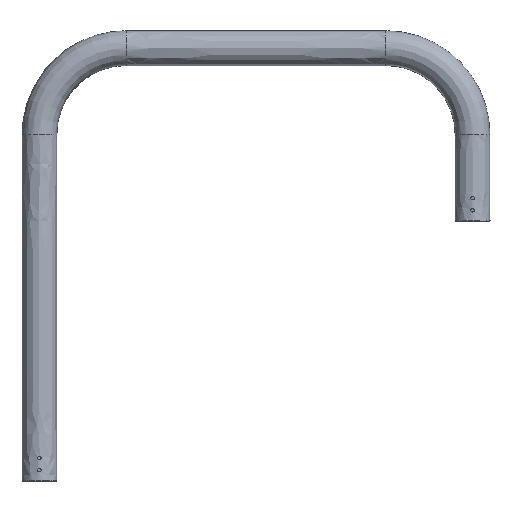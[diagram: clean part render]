
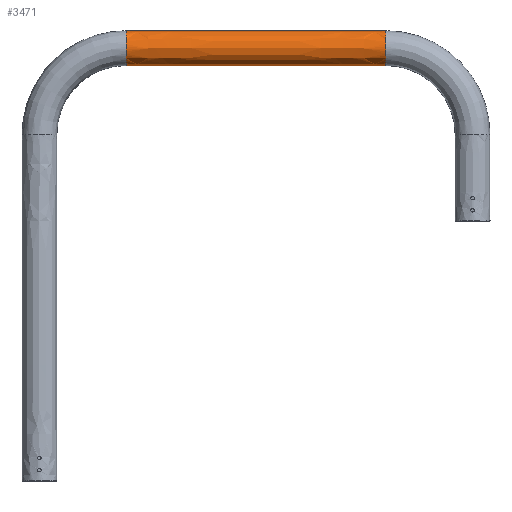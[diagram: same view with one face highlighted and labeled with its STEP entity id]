
A CAD part, top view. The second image highlights one B-rep face of the part: STEP entity #3471.
In plain terms, the highlighted free-form (B-spline) face has degree [3, 3] with [9, 4] control points.
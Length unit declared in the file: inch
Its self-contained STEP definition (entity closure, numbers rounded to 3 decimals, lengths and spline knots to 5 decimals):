
#214 = CARTESIAN_POINT ( 'NONE',  ( -3.07112, 1.18618, -0.04961 ) ) ;
#252 = CARTESIAN_POINT ( 'NONE',  ( -9.21336, 0., 1.31543 ) ) ;
#254 = CARTESIAN_POINT ( 'NONE',  ( -8.859, -1.187, 0. ) ) ;
#295 = VERTEX_POINT ( 'NONE', #732 ) ;
#297 = DIRECTION ( 'NONE',  ( -1., 0., 0. ) ) ;
#445 = CARTESIAN_POINT ( 'NONE',  ( -8.859, 1.187, 0. ) ) ;
#465 = CARTESIAN_POINT ( 'NONE',  ( -8.859, -1.187, 0. ) ) ;
#515 = CARTESIAN_POINT ( 'NONE',  ( -3.07112, 0., 1.31543 ) ) ;
#535 = CARTESIAN_POINT ( 'NONE',  ( 3.07112, -1.19727, 0.28525 ) ) ;
#556 = CARTESIAN_POINT ( 'NONE',  ( 9.21336, -1.19727, 0.28525 ) ) ;
#596 = CARTESIAN_POINT ( 'NONE',  ( -9.21336, -1.19727, 0.28525 ) ) ;
#697 = VERTEX_POINT ( 'NONE', #254 ) ;
#701 = CARTESIAN_POINT ( 'NONE',  ( 8.859, 1.187, 0.31005 ) ) ;
#708 = CARTESIAN_POINT ( 'NONE',  ( -8.859, -0.93015, 0.93015 ) ) ;
#729 = CARTESIAN_POINT ( 'NONE',  ( -8.859, 1.18699, 0.31005 ) ) ;
#732 = CARTESIAN_POINT ( 'NONE',  ( -8.859, 1.187, 0. ) ) ;
#770 = LINE ( 'NONE', #2285, #1183 ) ;
#837 = CARTESIAN_POINT ( 'NONE',  ( 9.21336, 0., 1.31543 ) ) ;
#879 = CARTESIAN_POINT ( 'NONE',  ( -3.07112, -1.19727, 0.28525 ) ) ;
#936 = ORIENTED_EDGE ( 'NONE', *, *, #1897, .F. ) ;
#1121 = CARTESIAN_POINT ( 'NONE',  ( 3.07112, -1.18455, -0.07437 ) ) ;
#1139 = CARTESIAN_POINT ( 'NONE',  ( 3.07112, 1.18618, -0.04961 ) ) ;
#1182 = CARTESIAN_POINT ( 'NONE',  ( -9.21336, 0.93015, 0.93015 ) ) ;
#1183 = VECTOR ( 'NONE', #2003, 39.37008 ) ;
#1225 = CARTESIAN_POINT ( 'NONE',  ( 9.21336, 1.18455, -0.07437 ) ) ;
#1349 = CARTESIAN_POINT ( 'NONE',  ( 8.859, 0.93015, 0.93015 ) ) ;
#1486 = CARTESIAN_POINT ( 'NONE',  ( -3.07112, 1.18455, -0.07437 ) ) ;
#1489 = CARTESIAN_POINT ( 'NONE',  ( 0., -1.187, 0. ) ) ;
#1500 = B_SPLINE_CURVE_WITH_KNOTS ( 'NONE', 3,
 ( #465, #2932, #708, #2266, #3498, #729, #445 ),
 .UNSPECIFIED., .F., .F.,
 ( 4, 1, 1, 1, 4 ),
 ( 0., 0.25, 0.5, 0.75, 1. ),
 .UNSPECIFIED. ) ;
#1654 = CARTESIAN_POINT ( 'NONE',  ( -9.21336, -1.18455, -0.07437 ) ) ;
#1749 = CARTESIAN_POINT ( 'NONE',  ( -9.21336, -0.93015, 0.93015 ) ) ;
#1759 = VECTOR ( 'NONE', #297, 39.37008 ) ;
#1768 = CARTESIAN_POINT ( 'NONE',  ( 9.21336, 0.93015, 0.93015 ) ) ;
#1771 = EDGE_CURVE ( 'NONE', #697, #295, #1500, .T. ) ;
#1810 = CARTESIAN_POINT ( 'NONE',  ( 3.07112, -0.93015, 0.93015 ) ) ;
#1895 = CARTESIAN_POINT ( 'NONE',  ( 8.859, -0.93015, 0.93015 ) ) ;
#1897 = EDGE_CURVE ( 'NONE', #295, #1951, #770, .T. ) ;
#1951 = VERTEX_POINT ( 'NONE', #3517 ) ;
#1955 = CARTESIAN_POINT ( 'NONE',  ( -3.07112, -1.18455, -0.07437 ) ) ;
#1956 = CARTESIAN_POINT ( 'NONE',  ( 8.859, 0., 1.31543 ) ) ;
#2003 = DIRECTION ( 'NONE',  ( 1., 0., 0. ) ) ;
#2052 = CARTESIAN_POINT ( 'NONE',  ( -9.21336, 1.18455, -0.07437 ) ) ;
#2071 = CARTESIAN_POINT ( 'NONE',  ( 3.07112, 0.93015, 0.93015 ) ) ;
#2115 = CARTESIAN_POINT ( 'NONE',  ( 3.07112, 1.18455, -0.07437 ) ) ;
#2164 = EDGE_CURVE ( 'NONE', #3002, #1951, #3426, .T. ) ;
#2266 = CARTESIAN_POINT ( 'NONE',  ( -8.859, -0.00001, 1.31543 ) ) ;
#2278 = CARTESIAN_POINT ( 'NONE',  ( -9.21336, -1.18618, -0.04961 ) ) ;
#2285 = CARTESIAN_POINT ( 'NONE',  ( 0., 1.187, 0. ) ) ;
#2358 = B_SPLINE_SURFACE_WITH_KNOTS ( 'NONE', 3, 3, ( 
 ( #3890, #1121, #1955, #1654 ),
 ( #2884, #2579, #3812, #2278 ),
 ( #556, #535, #879, #596 ),
 ( #2417, #1810, #3929, #1749 ),
 ( #837, #3281, #515, #252 ),
 ( #1768, #2071, #2979, #1182 ),
 ( #3301, #3342, #3626, #3647 ),
 ( #3909, #1139, #214, #3323 ),
 ( #1225, #2115, #1486, #2052 ) ),
 .UNSPECIFIED., .F., .F., .F.,
 ( 4, 1, 1, 1, 1, 1, 4 ),
 ( 4, 4 ),
 ( -0.01, 0., 0.125, 0.25, 0.375, 0.5, 0.51 ),
 ( -0.02, 1.02 ),
 .UNSPECIFIED. ) ;
#2417 = CARTESIAN_POINT ( 'NONE',  ( 9.21336, -0.93015, 0.93015 ) ) ;
#2579 = CARTESIAN_POINT ( 'NONE',  ( 3.07112, -1.18618, -0.04961 ) ) ;
#2656 = FACE_OUTER_BOUND ( 'NONE', #2803, .T. ) ;
#2803 = EDGE_LOOP ( 'NONE', ( #3123, #2920, #936, #3587 ) ) ;
#2846 = CARTESIAN_POINT ( 'NONE',  ( 8.859, 1.187, 0. ) ) ;
#2884 = CARTESIAN_POINT ( 'NONE',  ( 9.21336, -1.18618, -0.04961 ) ) ;
#2887 = EDGE_CURVE ( 'NONE', #3002, #697, #3995, .T. ) ;
#2920 = ORIENTED_EDGE ( 'NONE', *, *, #2164, .T. ) ;
#2932 = CARTESIAN_POINT ( 'NONE',  ( -8.859, -1.18701, 0.31005 ) ) ;
#2979 = CARTESIAN_POINT ( 'NONE',  ( -3.07112, 0.93015, 0.93015 ) ) ;
#3002 = VERTEX_POINT ( 'NONE', #3646 ) ;
#3123 = ORIENTED_EDGE ( 'NONE', *, *, #2887, .F. ) ;
#3166 = CARTESIAN_POINT ( 'NONE',  ( 8.859, -1.187, 0.31005 ) ) ;
#3281 = CARTESIAN_POINT ( 'NONE',  ( 3.07112, 0., 1.31543 ) ) ;
#3301 = CARTESIAN_POINT ( 'NONE',  ( 9.21336, 1.19727, 0.28525 ) ) ;
#3323 = CARTESIAN_POINT ( 'NONE',  ( -9.21336, 1.18618, -0.04961 ) ) ;
#3342 = CARTESIAN_POINT ( 'NONE',  ( 3.07112, 1.19727, 0.28525 ) ) ;
#3426 = B_SPLINE_CURVE_WITH_KNOTS ( 'NONE', 3,
 ( #3735, #3166, #1895, #1956, #1349, #701, #2846 ),
 .UNSPECIFIED., .F., .F.,
 ( 4, 1, 1, 1, 4 ),
 ( 0., 0.25, 0.5, 0.75, 1. ),
 .UNSPECIFIED. ) ;
#3471 = ADVANCED_FACE ( 'NONE', ( #2656 ), #2358, .T. ) ;
#3498 = CARTESIAN_POINT ( 'NONE',  ( -8.859, 0.93014, 0.93015 ) ) ;
#3517 = CARTESIAN_POINT ( 'NONE',  ( 8.859, 1.187, 0. ) ) ;
#3587 = ORIENTED_EDGE ( 'NONE', *, *, #1771, .F. ) ;
#3626 = CARTESIAN_POINT ( 'NONE',  ( -3.07112, 1.19727, 0.28525 ) ) ;
#3646 = CARTESIAN_POINT ( 'NONE',  ( 8.859, -1.187, 0. ) ) ;
#3647 = CARTESIAN_POINT ( 'NONE',  ( -9.21336, 1.19727, 0.28525 ) ) ;
#3735 = CARTESIAN_POINT ( 'NONE',  ( 8.859, -1.187, 0. ) ) ;
#3812 = CARTESIAN_POINT ( 'NONE',  ( -3.07112, -1.18618, -0.04961 ) ) ;
#3890 = CARTESIAN_POINT ( 'NONE',  ( 9.21336, -1.18455, -0.07437 ) ) ;
#3909 = CARTESIAN_POINT ( 'NONE',  ( 9.21336, 1.18618, -0.04961 ) ) ;
#3929 = CARTESIAN_POINT ( 'NONE',  ( -3.07112, -0.93015, 0.93015 ) ) ;
#3995 = LINE ( 'NONE', #1489, #1759 ) ;
